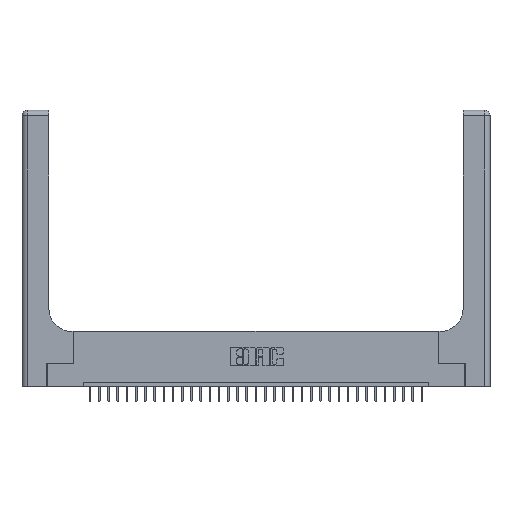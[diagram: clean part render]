
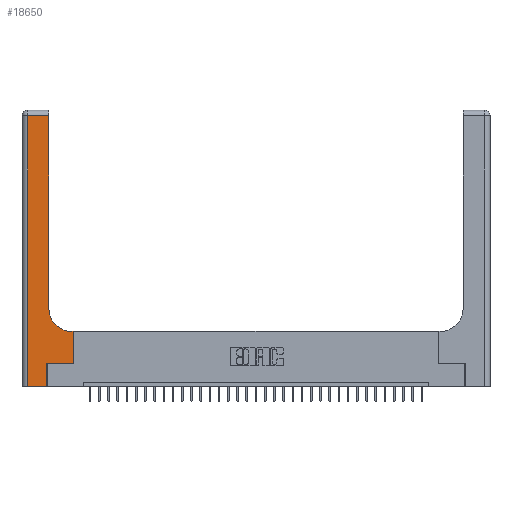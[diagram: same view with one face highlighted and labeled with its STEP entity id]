
A CAD part, top view. The second image highlights one B-rep face of the part: STEP entity #18650.
In plain terms, the highlighted planar face has unit normal (0, 0, 1).
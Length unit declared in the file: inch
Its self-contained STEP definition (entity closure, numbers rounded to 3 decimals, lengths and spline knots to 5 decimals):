
#394 = EDGE_CURVE ( 'NONE', #29252, #27237, #5165, .T. ) ;
#464 = CARTESIAN_POINT ( 'NONE',  ( 0., 0., 0.37 ) ) ;
#771 = LINE ( 'NONE', #18471, #24398 ) ;
#1001 = CARTESIAN_POINT ( 'NONE',  ( 0.2915, 0.85, 0.37 ) ) ;
#1218 = LINE ( 'NONE', #32394, #25274 ) ;
#1939 = CARTESIAN_POINT ( 'NONE',  ( 0.5415, 0.85, 0.37 ) ) ;
#2000 = DIRECTION ( 'NONE',  ( -1., 0., 0. ) ) ;
#3552 = DIRECTION ( 'NONE',  ( 1., 0., 0. ) ) ;
#3807 = VERTEX_POINT ( 'NONE', #17877 ) ;
#3992 = ORIENTED_EDGE ( 'NONE', *, *, #14521, .T. ) ;
#4734 = CARTESIAN_POINT ( 'NONE',  ( 0., 2.94, 0.37 ) ) ;
#4942 = DIRECTION ( 'NONE',  ( -1., 0., 0. ) ) ;
#4947 = EDGE_CURVE ( 'NONE', #3807, #25741, #1218, .T. ) ;
#5165 = LINE ( 'NONE', #19019, #11741 ) ;
#5258 = ORIENTED_EDGE ( 'NONE', *, *, #9421, .T. ) ;
#6165 = DIRECTION ( 'NONE',  ( 0., 1., 0. ) ) ;
#7543 = VECTOR ( 'NONE', #32511, 39.37008 ) ;
#7765 = VECTOR ( 'NONE', #4942, 39.37008 ) ;
#8148 = DIRECTION ( 'NONE',  ( 0., 1., 0. ) ) ;
#8291 = AXIS2_PLACEMENT_3D ( 'NONE', #1939, #30897, #13001 ) ;
#8614 = VERTEX_POINT ( 'NONE', #29196 ) ;
#9421 = EDGE_CURVE ( 'NONE', #27237, #31126, #16358, .T. ) ;
#9718 = CARTESIAN_POINT ( 'NONE',  ( 0.269, 0.25, 0.37 ) ) ;
#9758 = DIRECTION ( 'NONE',  ( 0., 0., -1. ) ) ;
#10404 = LINE ( 'NONE', #21128, #7543 ) ;
#11299 = CARTESIAN_POINT ( 'NONE',  ( 0.2915, 0.6, 0.37 ) ) ;
#11741 = VECTOR ( 'NONE', #8148, 39.37008 ) ;
#13001 = DIRECTION ( 'NONE',  ( 1., 0., 0. ) ) ;
#13009 = CIRCLE ( 'NONE', #8291, 0.25 ) ;
#13187 = ORIENTED_EDGE ( 'NONE', *, *, #28606, .T. ) ;
#13818 = EDGE_CURVE ( 'NONE', #8614, #3807, #32636, .T. ) ;
#13932 = DIRECTION ( 'NONE',  ( -1., 0., 0. ) ) ;
#14483 = ORIENTED_EDGE ( 'NONE', *, *, #26127, .T. ) ;
#14521 = EDGE_CURVE ( 'NONE', #16640, #29252, #13009, .T. ) ;
#15572 = CARTESIAN_POINT ( 'NONE',  ( 0.5415, 0.6, 0.37 ) ) ;
#15640 = VECTOR ( 'NONE', #20659, 39.37008 ) ;
#16358 = LINE ( 'NONE', #4734, #7765 ) ;
#16640 = VERTEX_POINT ( 'NONE', #15572 ) ;
#16826 = CARTESIAN_POINT ( 'NONE',  ( 0.5585, 0.6, 0.37 ) ) ;
#17877 = CARTESIAN_POINT ( 'NONE',  ( 0.269, 0., 0.37 ) ) ;
#18345 = CARTESIAN_POINT ( 'NONE',  ( 0.5585, 0.25, 0.37 ) ) ;
#18471 = CARTESIAN_POINT ( 'NONE',  ( 0.269, 0.25, 0.37 ) ) ;
#18650 = ADVANCED_FACE ( 'NONE', ( #24240 ), #25354, .F. ) ;
#18715 = EDGE_CURVE ( 'NONE', #25902, #20651, #10404, .T. ) ;
#19019 = CARTESIAN_POINT ( 'NONE',  ( 0.2915, 3., 0.37 ) ) ;
#19609 = ORIENTED_EDGE ( 'NONE', *, *, #394, .T. ) ;
#20651 = VERTEX_POINT ( 'NONE', #16826 ) ;
#20659 = DIRECTION ( 'NONE',  ( 0., -1., 0. ) ) ;
#20801 = CARTESIAN_POINT ( 'NONE',  ( 0.06, 2.94, 0.37 ) ) ;
#20912 = VECTOR ( 'NONE', #13932, 39.37008 ) ;
#21128 = CARTESIAN_POINT ( 'NONE',  ( 0.5585, 0.25, 0.37 ) ) ;
#23744 = ORIENTED_EDGE ( 'NONE', *, *, #13818, .T. ) ;
#23843 = AXIS2_PLACEMENT_3D ( 'NONE', #33136, #9758, #2000 ) ;
#24182 = LINE ( 'NONE', #25533, #15640 ) ;
#24240 = FACE_OUTER_BOUND ( 'NONE', #24770, .T. ) ;
#24398 = VECTOR ( 'NONE', #31273, 39.37008 ) ;
#24770 = EDGE_LOOP ( 'NONE', ( #19609, #5258, #25366, #23744, #26429, #13187, #33657, #14483, #3992 ) ) ;
#25274 = VECTOR ( 'NONE', #6165, 39.37008 ) ;
#25354 = PLANE ( 'NONE',  #23843 ) ;
#25366 = ORIENTED_EDGE ( 'NONE', *, *, #25836, .T. ) ;
#25533 = CARTESIAN_POINT ( 'NONE',  ( 0.06, 3., 0.37 ) ) ;
#25741 = VERTEX_POINT ( 'NONE', #9718 ) ;
#25836 = EDGE_CURVE ( 'NONE', #31126, #8614, #24182, .T. ) ;
#25902 = VERTEX_POINT ( 'NONE', #18345 ) ;
#26127 = EDGE_CURVE ( 'NONE', #20651, #16640, #33578, .T. ) ;
#26429 = ORIENTED_EDGE ( 'NONE', *, *, #4947, .T. ) ;
#27237 = VERTEX_POINT ( 'NONE', #29873 ) ;
#27311 = VECTOR ( 'NONE', #3552, 39.37008 ) ;
#28606 = EDGE_CURVE ( 'NONE', #25741, #25902, #771, .T. ) ;
#29196 = CARTESIAN_POINT ( 'NONE',  ( 0.06, 0., 0.37 ) ) ;
#29252 = VERTEX_POINT ( 'NONE', #1001 ) ;
#29873 = CARTESIAN_POINT ( 'NONE',  ( 0.2915, 2.94, 0.37 ) ) ;
#30897 = DIRECTION ( 'NONE',  ( 0., 0., -1. ) ) ;
#31126 = VERTEX_POINT ( 'NONE', #20801 ) ;
#31273 = DIRECTION ( 'NONE',  ( 1., 0., 0. ) ) ;
#32394 = CARTESIAN_POINT ( 'NONE',  ( 0.269, 0., 0.37 ) ) ;
#32511 = DIRECTION ( 'NONE',  ( 0., 1., 0. ) ) ;
#32636 = LINE ( 'NONE', #464, #27311 ) ;
#33136 = CARTESIAN_POINT ( 'NONE',  ( 0., 3., 0.37 ) ) ;
#33578 = LINE ( 'NONE', #11299, #20912 ) ;
#33657 = ORIENTED_EDGE ( 'NONE', *, *, #18715, .T. ) ;
